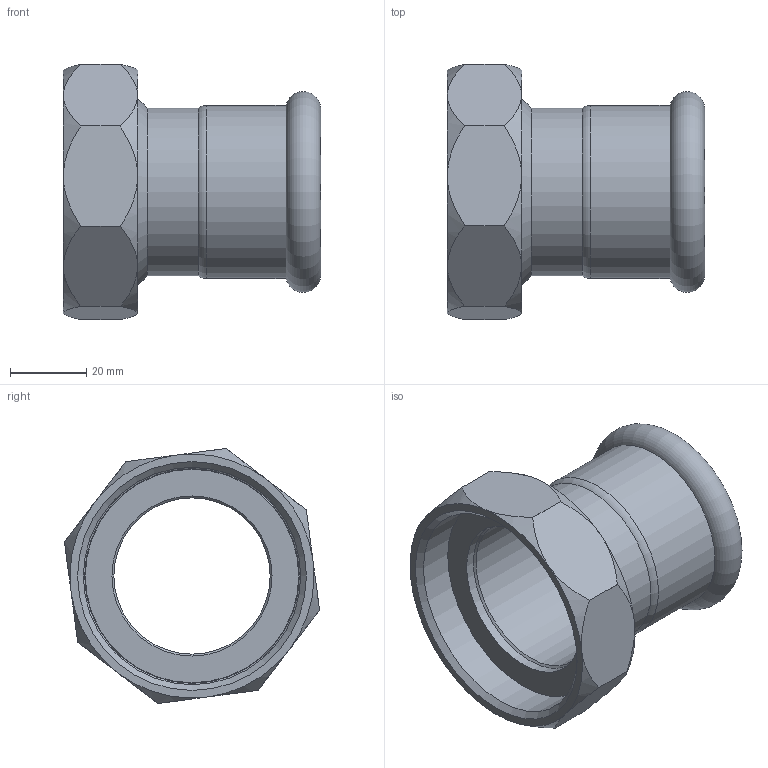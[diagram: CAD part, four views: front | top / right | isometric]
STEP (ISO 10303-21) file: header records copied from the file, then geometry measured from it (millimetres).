
FILE_DESCRIPTION(/* description */ ('MANICOTTO CON DADO 2" X De42'),/* implementation_level */ '2;1');
FILE_NAME(/* name */ '183042002_Inoxpres.stp',/* time_stamp */ '2022-10-11T11:42:40+02:00',/* author */ ('Vault'),/* organization */ ('Raccorderie metalliche s.p.a. '),/* preprocessor_version */ 'ST-DEVELOPER v18.1',/* originating_system */ 'Autodesk Inventor 2020',/* authorisation */ 'Raccorderie metalliche s.p.a. ');
FILE_SCHEMA (('AUTOMOTIVE_DESIGN { 1 0 10303 214 3 1 1 }'));
Length unit declared in the file: millimetre
Products named in the file (1): 183042002_Inoxpres
Bounding box: 67.5 x 66.91 x 66.91 mm (x, y, z)
Volume: 40158.3 mm3; surface area: 27593.5 mm2
Topology: 1 solids, 1 shells, 65 faces, 173 edges, 114 vertices
Faces by surface type: cone 24, cylinder 20, plane 14, torus 7
Full cylindrical faces by diameter (mm): 41 x1, 42 x1, 42.4 x1, 42.7 x2, 44 x1, 45.4 x1, 50.6 x1, 51.5 x1, 56 x1, 56.3 x1, 57 x1
Entity records: 2093 total; most frequent: CARTESIAN_POINT 417, DIRECTION 378, ORIENTED_EDGE 346, EDGE_CURVE 173, AXIS2_PLACEMENT_3D 171, VERTEX_POINT 114, CIRCLE 105, EDGE_LOOP 71
